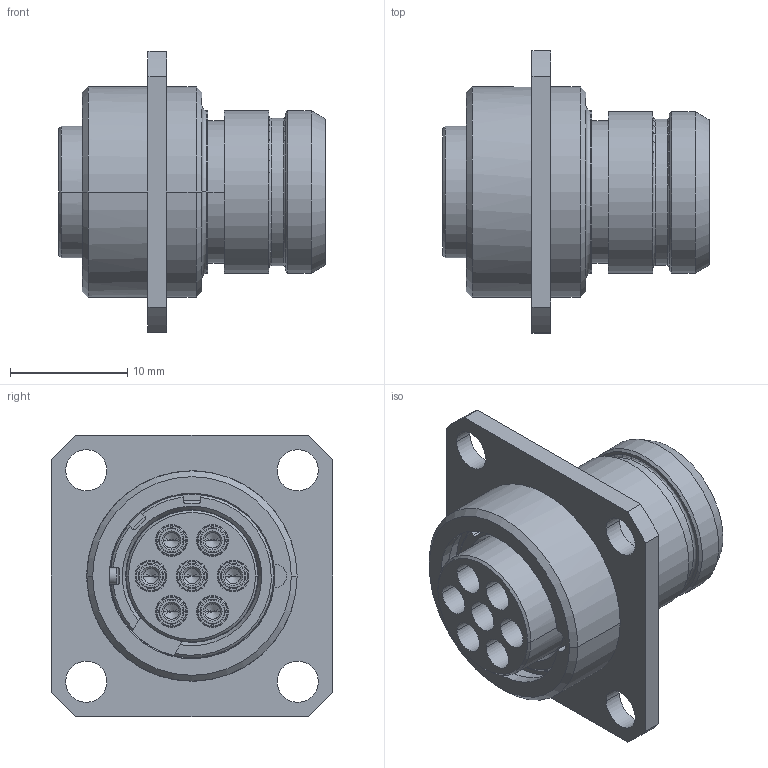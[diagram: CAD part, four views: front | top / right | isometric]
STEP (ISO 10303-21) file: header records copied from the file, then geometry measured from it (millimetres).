
FILE_DESCRIPTION((''),'2;1');
FILE_NAME('1332E107FS_ASM','2009-10-19T',('dietmarkarcher'),('NET'),'PRO/ENGINEER BY PARAMETRIC TECHNOLOGY CORPORATION, 2007390','PRO/ENGINEER BY PARAMETRIC TECHNOLOGY CORPORATION, 2007390','');
FILE_SCHEMA(('AUTOMOTIVE_DESIGN_CC2 { 1 2 10303 214 -1 1 5 2 }'));
Length unit declared in the file: millimetre
Products named in the file (6): 501858_001_XX; 506595_001_XX; 506597_001_XX; CTC_FEM_ECTA_20_S; 1332107FS_ASM; 1332E107FS_ASM
Assembly tree (11 placements, depth 3):
  1332E107FS_ASM
    501858_001_XX
    1332107FS_ASM
      506595_001_XX
      506597_001_XX
      CTC_FEM_ECTA_20_S  x7
Bounding box: 22.7 x 24 x 24 mm (x, y, z)
Volume: 3872 mm3; surface area: 6564 mm2
Topology: 10 solids, 10 shells, 508 faces, 1144 edges, 684 vertices
Faces by surface type: cylinder 206, cone 118, plane 106, torus 78
Entity records: 11834 total; most frequent: CARTESIAN_POINT 1805, DIRECTION 1750, ORIENTED_EDGE 1464, PRESENTATION_STYLE_ASSIGNMENT 736, STYLED_ITEM 736, CURVE_STYLE 732, EDGE_CURVE 732, AXIS2_PLACEMENT_3D 720
